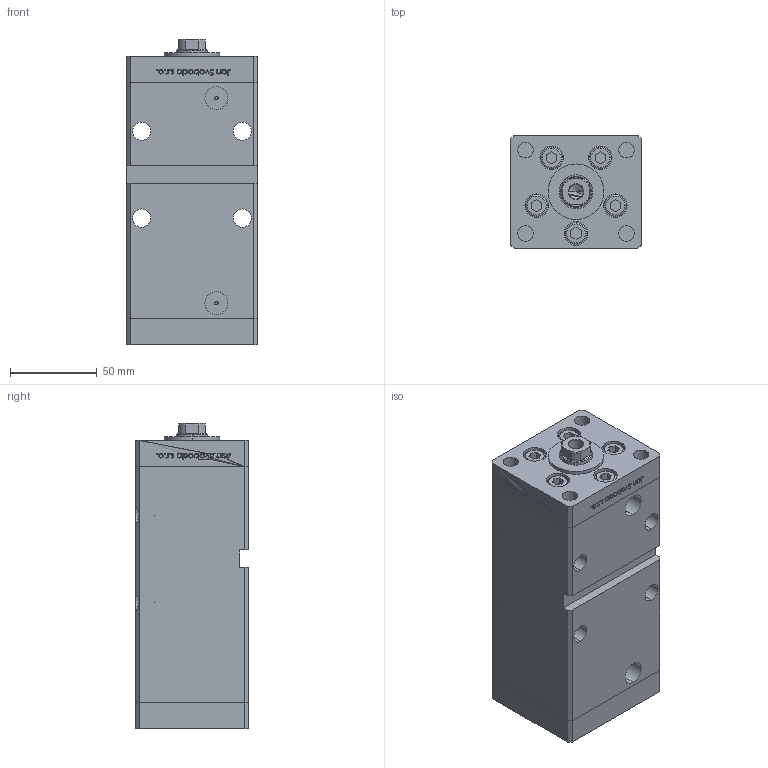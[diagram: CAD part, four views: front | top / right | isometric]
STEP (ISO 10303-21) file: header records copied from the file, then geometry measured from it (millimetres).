
FILE_DESCRIPTION (( 'STEP AP203' ), '1' );
FILE_NAME ('ce7b.STEP', '2024-01-08T23:30:29', ( '' ), ( '' ), 'SwSTEP 2.0', 'SolidWorks 2019', '' );
FILE_SCHEMA (( 'CONFIG_CONTROL_DESIGN' ));
Length unit declared in the file: millimetre
Products named in the file (6): V220C BACK_E 21c0bd05877a975de0ba25aab33e415e; V220C_FRONT_E 21c0bd05877a975de0ba25aab33e415e; V220C_VC_E 21c0bd05877a975de0ba25aab33e415e; ALLEN BOLT 21c0bd05877a975de0ba25aab33e415e; V220C_E MIDDLE 21c0bd05877a975de0ba25aab33e415e; ce7b
Assembly tree (14 placements, depth 2):
  ce7b
    V220C BACK_E 21c0bd05877a975de0ba25aab33e415e
    V220C_E MIDDLE 21c0bd05877a975de0ba25aab33e415e
    V220C_FRONT_E 21c0bd05877a975de0ba25aab33e415e
    ALLEN BOLT 21c0bd05877a975de0ba25aab33e415e  x10
    V220C_VC_E 21c0bd05877a975de0ba25aab33e415e
Bounding box: 75 x 65 x 176 mm (x, y, z)
Volume: 620962.4 mm3; surface area: 137442.1 mm2
Topology: 13 solids, 14 shells, 1213 faces, 2978 edges, 1925 vertices
Faces by surface type: bspline 485, plane 473, cylinder 165, cone 46, torus 44
Entity records: 53199 total; most frequent: CARTESIAN_POINT 30475, ORIENTED_EDGE 5250, DIRECTION 3017, EDGE_CURVE 2625, VERTEX_POINT 1743, LINE 1359, VECTOR 1359, EDGE_LOOP 1188
